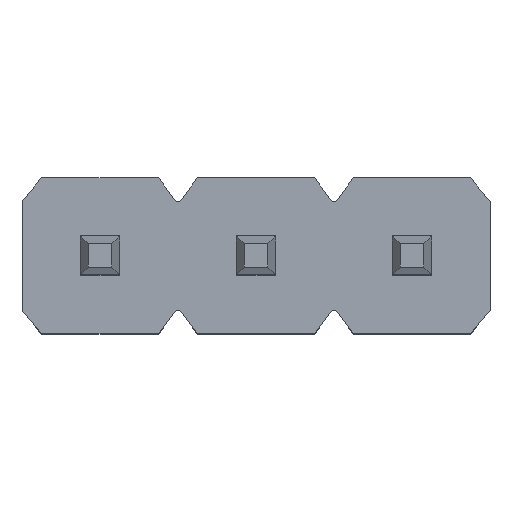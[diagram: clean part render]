
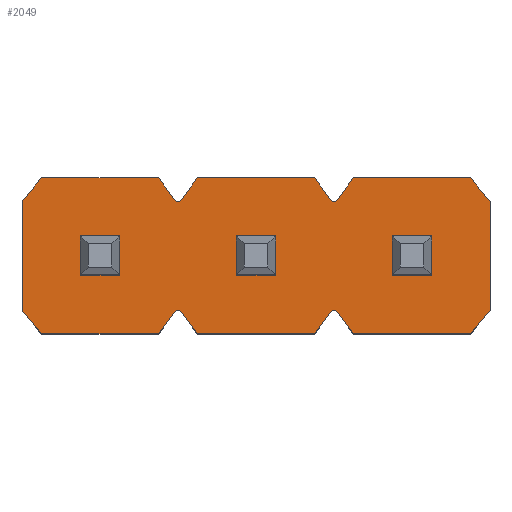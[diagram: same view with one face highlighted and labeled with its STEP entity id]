
A CAD part, top view. The second image highlights one B-rep face of the part: STEP entity #2049.
In plain terms, the highlighted planar face has unit normal (0, 0, 1).
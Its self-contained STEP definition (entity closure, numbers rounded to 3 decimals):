
#142=ORIENTED_EDGE('',*,*,#463,.T.);
#143=ORIENTED_EDGE('',*,*,#520,.F.);
#144=ORIENTED_EDGE('',*,*,#469,.T.);
#145=ORIENTED_EDGE('',*,*,#466,.T.);
#146=ORIENTED_EDGE('',*,*,#473,.T.);
#147=ORIENTED_EDGE('',*,*,#521,.F.);
#148=ORIENTED_EDGE('',*,*,#480,.F.);
#149=ORIENTED_EDGE('',*,*,#522,.F.);
#150=ORIENTED_EDGE('',*,*,#508,.F.);
#151=ORIENTED_EDGE('',*,*,#523,.T.);
#152=ORIENTED_EDGE('',*,*,#500,.T.);
#153=ORIENTED_EDGE('',*,*,#497,.T.);
#154=ORIENTED_EDGE('',*,*,#494,.T.);
#155=ORIENTED_EDGE('',*,*,#524,.T.);
#156=ORIENTED_EDGE('',*,*,#490,.T.);
#157=ORIENTED_EDGE('',*,*,#487,.T.);
#158=ORIENTED_EDGE('',*,*,#484,.T.);
#159=ORIENTED_EDGE('',*,*,#512,.T.);
#160=ORIENTED_EDGE('',*,*,#504,.F.);
#161=ORIENTED_EDGE('',*,*,#518,.T.);
#162=ORIENTED_EDGE('',*,*,#476,.F.);
#163=ORIENTED_EDGE('',*,*,#510,.F.);
#164=ORIENTED_EDGE('',*,*,#459,.T.);
#165=ORIENTED_EDGE('',*,*,#456,.T.);
#166=ORIENTED_EDGE('',*,*,#525,.F.);
#167=ORIENTED_EDGE('',*,*,#526,.F.);
#168=ORIENTED_EDGE('',*,*,#527,.F.);
#169=ORIENTED_EDGE('',*,*,#528,.F.);
#170=ORIENTED_EDGE('',*,*,#529,.F.);
#171=ORIENTED_EDGE('',*,*,#530,.F.);
#172=ORIENTED_EDGE('',*,*,#531,.F.);
#173=ORIENTED_EDGE('',*,*,#532,.F.);
#174=ORIENTED_EDGE('',*,*,#533,.F.);
#175=ORIENTED_EDGE('',*,*,#534,.F.);
#176=ORIENTED_EDGE('',*,*,#535,.F.);
#177=ORIENTED_EDGE('',*,*,#536,.F.);
#456=EDGE_CURVE('',#659,#658,#788,.T.);
#459=EDGE_CURVE('',#661,#659,#791,.T.);
#463=EDGE_CURVE('',#658,#663,#795,.T.);
#466=EDGE_CURVE('',#667,#666,#798,.T.);
#469=EDGE_CURVE('',#669,#667,#801,.T.);
#473=EDGE_CURVE('',#666,#671,#805,.T.);
#476=EDGE_CURVE('',#674,#675,#808,.T.);
#480=EDGE_CURVE('',#678,#679,#812,.T.);
#484=EDGE_CURVE('',#683,#682,#816,.T.);
#487=EDGE_CURVE('',#685,#683,#819,.T.);
#490=EDGE_CURVE('',#687,#685,#822,.T.);
#494=EDGE_CURVE('',#691,#690,#826,.T.);
#497=EDGE_CURVE('',#693,#691,#829,.T.);
#500=EDGE_CURVE('',#695,#693,#832,.T.);
#504=EDGE_CURVE('',#698,#699,#836,.T.);
#508=EDGE_CURVE('',#702,#703,#840,.T.);
#510=EDGE_CURVE('',#661,#674,#842,.T.);
#512=EDGE_CURVE('',#682,#699,#844,.T.);
#518=EDGE_CURVE('',#698,#675,#850,.T.);
#520=EDGE_CURVE('',#669,#663,#852,.T.);
#521=EDGE_CURVE('',#679,#671,#853,.T.);
#522=EDGE_CURVE('',#703,#678,#854,.T.);
#523=EDGE_CURVE('',#702,#695,#855,.T.);
#524=EDGE_CURVE('',#690,#687,#856,.T.);
#525=EDGE_CURVE('',#704,#705,#857,.T.);
#526=EDGE_CURVE('',#706,#704,#858,.T.);
#527=EDGE_CURVE('',#707,#706,#859,.T.);
#528=EDGE_CURVE('',#705,#707,#860,.T.);
#529=EDGE_CURVE('',#708,#709,#861,.T.);
#530=EDGE_CURVE('',#710,#708,#862,.T.);
#531=EDGE_CURVE('',#711,#710,#863,.T.);
#532=EDGE_CURVE('',#709,#711,#864,.T.);
#533=EDGE_CURVE('',#712,#713,#865,.T.);
#534=EDGE_CURVE('',#714,#712,#866,.T.);
#535=EDGE_CURVE('',#715,#714,#867,.T.);
#536=EDGE_CURVE('',#713,#715,#868,.T.);
#658=VERTEX_POINT('',#2629);
#659=VERTEX_POINT('',#2631);
#661=VERTEX_POINT('',#2637);
#663=VERTEX_POINT('',#2643);
#666=VERTEX_POINT('',#2650);
#667=VERTEX_POINT('',#2652);
#669=VERTEX_POINT('',#2658);
#671=VERTEX_POINT('',#2664);
#674=VERTEX_POINT('',#2671);
#675=VERTEX_POINT('',#2673);
#678=VERTEX_POINT('',#2680);
#679=VERTEX_POINT('',#2682);
#682=VERTEX_POINT('',#2689);
#683=VERTEX_POINT('',#2691);
#685=VERTEX_POINT('',#2697);
#687=VERTEX_POINT('',#2703);
#690=VERTEX_POINT('',#2710);
#691=VERTEX_POINT('',#2712);
#693=VERTEX_POINT('',#2718);
#695=VERTEX_POINT('',#2724);
#698=VERTEX_POINT('',#2731);
#699=VERTEX_POINT('',#2733);
#702=VERTEX_POINT('',#2740);
#703=VERTEX_POINT('',#2742);
#704=VERTEX_POINT('',#2765);
#705=VERTEX_POINT('',#2766);
#706=VERTEX_POINT('',#2768);
#707=VERTEX_POINT('',#2770);
#708=VERTEX_POINT('',#2773);
#709=VERTEX_POINT('',#2774);
#710=VERTEX_POINT('',#2776);
#711=VERTEX_POINT('',#2778);
#712=VERTEX_POINT('',#2781);
#713=VERTEX_POINT('',#2782);
#714=VERTEX_POINT('',#2784);
#715=VERTEX_POINT('',#2786);
#788=LINE('',#2630,#992);
#791=LINE('',#2636,#995);
#795=LINE('',#2644,#999);
#798=LINE('',#2651,#1002);
#801=LINE('',#2657,#1005);
#805=LINE('',#2665,#1009);
#808=LINE('',#2672,#1012);
#812=LINE('',#2681,#1016);
#816=LINE('',#2690,#1020);
#819=LINE('',#2696,#1023);
#822=LINE('',#2702,#1026);
#826=LINE('',#2711,#1030);
#829=LINE('',#2717,#1033);
#832=LINE('',#2723,#1036);
#836=LINE('',#2732,#1040);
#840=LINE('',#2741,#1044);
#842=LINE('',#2745,#1046);
#844=LINE('',#2748,#1048);
#850=LINE('',#2756,#1054);
#852=LINE('',#2759,#1056);
#853=LINE('',#2760,#1057);
#854=LINE('',#2761,#1058);
#855=LINE('',#2762,#1059);
#856=LINE('',#2763,#1060);
#857=LINE('',#2764,#1061);
#858=LINE('',#2767,#1062);
#859=LINE('',#2769,#1063);
#860=LINE('',#2771,#1064);
#861=LINE('',#2772,#1065);
#862=LINE('',#2775,#1066);
#863=LINE('',#2777,#1067);
#864=LINE('',#2779,#1068);
#865=LINE('',#2780,#1069);
#866=LINE('',#2783,#1070);
#867=LINE('',#2785,#1071);
#868=LINE('',#2787,#1072);
#992=VECTOR('',#2236,1000.);
#995=VECTOR('',#2241,1000.);
#999=VECTOR('',#2247,1000.);
#1002=VECTOR('',#2252,1000.);
#1005=VECTOR('',#2257,1000.);
#1009=VECTOR('',#2263,1000.);
#1012=VECTOR('',#2268,1000.);
#1016=VECTOR('',#2274,1000.);
#1020=VECTOR('',#2280,1000.);
#1023=VECTOR('',#2285,1000.);
#1026=VECTOR('',#2290,1000.);
#1030=VECTOR('',#2296,1000.);
#1033=VECTOR('',#2301,1000.);
#1036=VECTOR('',#2306,1000.);
#1040=VECTOR('',#2312,1000.);
#1044=VECTOR('',#2318,1000.);
#1046=VECTOR('',#2322,1000.);
#1048=VECTOR('',#2326,1000.);
#1054=VECTOR('',#2336,1000.);
#1056=VECTOR('',#2340,1000.);
#1057=VECTOR('',#2341,1000.);
#1058=VECTOR('',#2342,1000.);
#1059=VECTOR('',#2343,1000.);
#1060=VECTOR('',#2344,1000.);
#1061=VECTOR('',#2345,1000.);
#1062=VECTOR('',#2346,1000.);
#1063=VECTOR('',#2347,1000.);
#1064=VECTOR('',#2348,1000.);
#1065=VECTOR('',#2349,1000.);
#1066=VECTOR('',#2350,1000.);
#1067=VECTOR('',#2351,1000.);
#1068=VECTOR('',#2352,1000.);
#1069=VECTOR('',#2353,1000.);
#1070=VECTOR('',#2354,1000.);
#1071=VECTOR('',#2355,1000.);
#1072=VECTOR('',#2356,1000.);
#1198=EDGE_LOOP('',(#142,#143,#144,#145,#146,#147,#148,#149,#150,#151,#152,
#153,#154,#155,#156,#157,#158,#159,#160,#161,#162,#163,#164,#165));
#1199=EDGE_LOOP('',(#166,#167,#168,#169));
#1200=EDGE_LOOP('',(#170,#171,#172,#173));
#1201=EDGE_LOOP('',(#174,#175,#176,#177));
#1288=FACE_BOUND('',#1198,.T.);
#1289=FACE_BOUND('',#1199,.T.);
#1290=FACE_BOUND('',#1200,.T.);
#1291=FACE_BOUND('',#1201,.T.);
#1375=PLANE('',#2140);
#2049=ADVANCED_FACE('',(#1288,#1289,#1290,#1291),#1375,.T.);
#2140=AXIS2_PLACEMENT_3D('',#2758,#2338,#2339);
#2236=DIRECTION('',(-1.,0.,0.));
#2241=DIRECTION('',(-0.6,-0.8,0.));
#2247=DIRECTION('',(-0.6,0.8,0.));
#2252=DIRECTION('',(-1.,0.,0.));
#2257=DIRECTION('',(-0.6,-0.8,0.));
#2263=DIRECTION('',(-0.6,0.8,0.));
#2268=DIRECTION('',(0.64,-0.768,0.));
#2274=DIRECTION('',(0.64,0.768,0.));
#2280=DIRECTION('',(0.6,-0.8,0.));
#2285=DIRECTION('',(1.,0.,0.));
#2290=DIRECTION('',(0.6,0.8,0.));
#2296=DIRECTION('',(0.6,-0.8,0.));
#2301=DIRECTION('',(1.,0.,0.));
#2306=DIRECTION('',(0.6,0.8,0.));
#2312=DIRECTION('',(-0.64,-0.768,0.));
#2318=DIRECTION('',(-0.64,0.768,0.));
#2322=DIRECTION('',(1.,0.,0.));
#2326=DIRECTION('',(1.,0.,0.));
#2336=DIRECTION('',(0.,1.,0.));
#2338=DIRECTION('',(0.,0.,1.));
#2339=DIRECTION('',(1.,0.,0.));
#2340=DIRECTION('',(1.,0.,0.));
#2341=DIRECTION('',(1.,0.,0.));
#2342=DIRECTION('',(0.,1.,0.));
#2343=DIRECTION('',(1.,0.,0.));
#2344=DIRECTION('',(1.,0.,0.));
#2345=DIRECTION('',(0.,-1.,0.));
#2346=DIRECTION('',(-1.,0.,0.));
#2347=DIRECTION('',(0.,1.,0.));
#2348=DIRECTION('',(1.,0.,0.));
#2349=DIRECTION('',(0.,-1.,0.));
#2350=DIRECTION('',(-1.,0.,0.));
#2351=DIRECTION('',(0.,1.,0.));
#2352=DIRECTION('',(1.,0.,0.));
#2353=DIRECTION('',(0.,-1.,0.));
#2354=DIRECTION('',(-1.,0.,0.));
#2355=DIRECTION('',(0.,1.,0.));
#2356=DIRECTION('',(1.,0.,0.));
#2629=CARTESIAN_POINT('',(0.975,0.7,1.));
#2630=CARTESIAN_POINT('',(1.025,0.7,1.));
#2631=CARTESIAN_POINT('',(1.025,0.7,1.));
#2636=CARTESIAN_POINT('',(1.25,1.,1.));
#2637=CARTESIAN_POINT('',(1.25,1.,1.));
#2643=CARTESIAN_POINT('',(0.75,1.,1.));
#2644=CARTESIAN_POINT('',(0.975,0.7,1.));
#2650=CARTESIAN_POINT('',(-1.025,0.7,1.));
#2651=CARTESIAN_POINT('',(-0.975,0.7,1.));
#2652=CARTESIAN_POINT('',(-0.975,0.7,1.));
#2657=CARTESIAN_POINT('',(-0.75,1.,1.));
#2658=CARTESIAN_POINT('',(-0.75,1.,1.));
#2664=CARTESIAN_POINT('',(-1.25,1.,1.));
#2665=CARTESIAN_POINT('',(-1.025,0.7,1.));
#2671=CARTESIAN_POINT('',(2.75,1.,1.));
#2672=CARTESIAN_POINT('',(2.75,1.,1.));
#2673=CARTESIAN_POINT('',(3.,0.7,1.));
#2680=CARTESIAN_POINT('',(-3.,0.7,1.));
#2681=CARTESIAN_POINT('',(-3.,0.7,1.));
#2682=CARTESIAN_POINT('',(-2.75,1.,1.));
#2689=CARTESIAN_POINT('',(1.25,-1.,1.));
#2690=CARTESIAN_POINT('',(1.025,-0.7,1.));
#2691=CARTESIAN_POINT('',(1.025,-0.7,1.));
#2696=CARTESIAN_POINT('',(0.975,-0.7,1.));
#2697=CARTESIAN_POINT('',(0.975,-0.7,1.));
#2702=CARTESIAN_POINT('',(0.75,-1.,1.));
#2703=CARTESIAN_POINT('',(0.75,-1.,1.));
#2710=CARTESIAN_POINT('',(-0.75,-1.,1.));
#2711=CARTESIAN_POINT('',(-0.975,-0.7,1.));
#2712=CARTESIAN_POINT('',(-0.975,-0.7,1.));
#2717=CARTESIAN_POINT('',(-1.025,-0.7,1.));
#2718=CARTESIAN_POINT('',(-1.025,-0.7,1.));
#2723=CARTESIAN_POINT('',(-1.25,-1.,1.));
#2724=CARTESIAN_POINT('',(-1.25,-1.,1.));
#2731=CARTESIAN_POINT('',(3.,-0.7,1.));
#2732=CARTESIAN_POINT('',(3.,-0.7,1.));
#2733=CARTESIAN_POINT('',(2.75,-1.,1.));
#2740=CARTESIAN_POINT('',(-2.75,-1.,1.));
#2741=CARTESIAN_POINT('',(-2.75,-1.,1.));
#2742=CARTESIAN_POINT('',(-3.,-0.7,1.));
#2745=CARTESIAN_POINT('',(-3.,1.,1.));
#2748=CARTESIAN_POINT('',(-3.,-1.,1.));
#2756=CARTESIAN_POINT('',(3.,-1.,1.));
#2758=CARTESIAN_POINT('',(-3.,-1.,1.));
#2759=CARTESIAN_POINT('',(-3.,1.,1.));
#2760=CARTESIAN_POINT('',(-3.,1.,1.));
#2761=CARTESIAN_POINT('',(-3.,-1.,1.));
#2762=CARTESIAN_POINT('',(-3.,-1.,1.));
#2763=CARTESIAN_POINT('',(-3.,-1.,1.));
#2764=CARTESIAN_POINT('',(-2.25,0.25,1.));
#2765=CARTESIAN_POINT('',(-2.25,0.25,1.));
#2766=CARTESIAN_POINT('',(-2.25,-0.25,1.));
#2767=CARTESIAN_POINT('',(-1.75,0.25,1.));
#2768=CARTESIAN_POINT('',(-1.75,0.25,1.));
#2769=CARTESIAN_POINT('',(-1.75,-0.25,1.));
#2770=CARTESIAN_POINT('',(-1.75,-0.25,1.));
#2771=CARTESIAN_POINT('',(-2.25,-0.25,1.));
#2772=CARTESIAN_POINT('',(-0.25,0.25,1.));
#2773=CARTESIAN_POINT('',(-0.25,0.25,1.));
#2774=CARTESIAN_POINT('',(-0.25,-0.25,1.));
#2775=CARTESIAN_POINT('',(0.25,0.25,1.));
#2776=CARTESIAN_POINT('',(0.25,0.25,1.));
#2777=CARTESIAN_POINT('',(0.25,-0.25,1.));
#2778=CARTESIAN_POINT('',(0.25,-0.25,1.));
#2779=CARTESIAN_POINT('',(-0.25,-0.25,1.));
#2780=CARTESIAN_POINT('',(1.75,0.25,1.));
#2781=CARTESIAN_POINT('',(1.75,0.25,1.));
#2782=CARTESIAN_POINT('',(1.75,-0.25,1.));
#2783=CARTESIAN_POINT('',(2.25,0.25,1.));
#2784=CARTESIAN_POINT('',(2.25,0.25,1.));
#2785=CARTESIAN_POINT('',(2.25,-0.25,1.));
#2786=CARTESIAN_POINT('',(2.25,-0.25,1.));
#2787=CARTESIAN_POINT('',(1.75,-0.25,1.));
